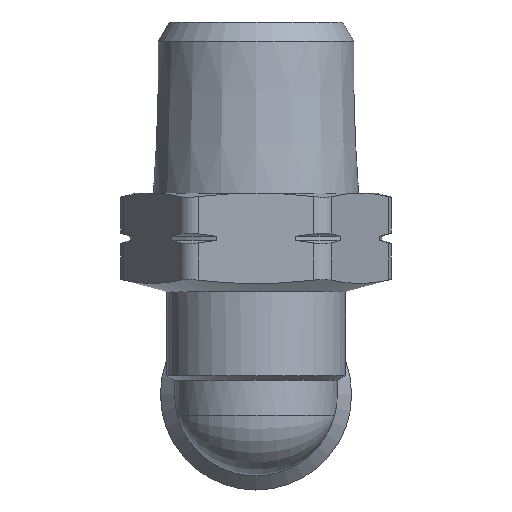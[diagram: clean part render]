
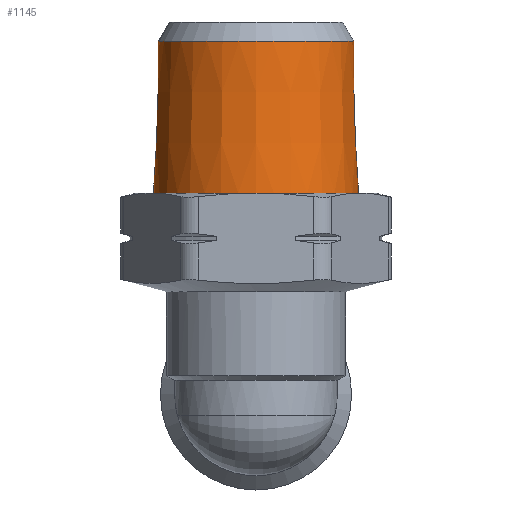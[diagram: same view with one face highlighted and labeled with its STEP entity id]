
A CAD part, left-side view. The second image highlights one B-rep face of the part: STEP entity #1145.
In plain terms, the highlighted conical face has half-angle 1.788 degrees and reference radius 5.098 mm.
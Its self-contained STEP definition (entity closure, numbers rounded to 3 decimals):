
#45=CONICAL_SURFACE('',#1265,5.098,0.031);
#407=ORIENTED_EDGE('',*,*,#665,.F.);
#408=ORIENTED_EDGE('',*,*,#666,.T.);
#665=EDGE_CURVE('',#798,#798,#831,.T.);
#666=EDGE_CURVE('',#799,#799,#832,.T.);
#798=VERTEX_POINT('',#2128);
#799=VERTEX_POINT('',#2131);
#831=CIRCLE('',#1264,4.862);
#832=CIRCLE('',#1266,5.098);
#921=EDGE_LOOP('',(#407));
#922=EDGE_LOOP('',(#408));
#1029=FACE_BOUND('',#921,.T.);
#1030=FACE_BOUND('',#922,.T.);
#1145=ADVANCED_FACE('',(#1029,#1030),#45,.T.);
#1264=AXIS2_PLACEMENT_3D('',#2127,#1505,#1506);
#1265=AXIS2_PLACEMENT_3D('',#2129,#1507,#1508);
#1266=AXIS2_PLACEMENT_3D('',#2130,#1509,#1510);
#1505=DIRECTION('',(0.,0.,1.));
#1506=DIRECTION('',(1.,0.,0.));
#1507=DIRECTION('',(0.,0.,-1.));
#1508=DIRECTION('',(-1.,0.,0.));
#1509=DIRECTION('',(0.,0.,1.));
#1510=DIRECTION('',(1.,0.,0.));
#2127=CARTESIAN_POINT('',(0.,0.,7.535));
#2128=CARTESIAN_POINT('',(4.862,0.,7.535));
#2129=CARTESIAN_POINT('',(0.,0.,0.));
#2130=CARTESIAN_POINT('',(0.,0.,0.));
#2131=CARTESIAN_POINT('',(5.098,0.,0.));
